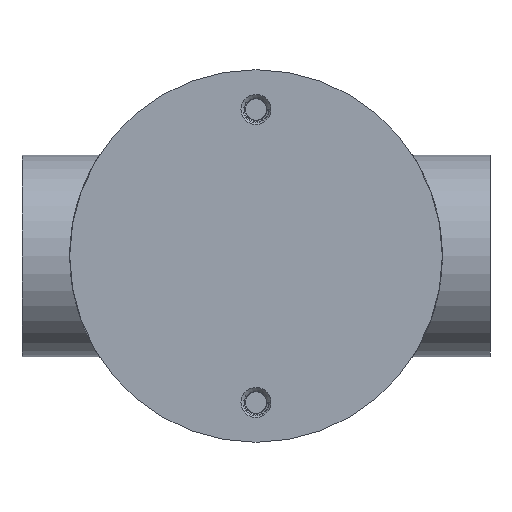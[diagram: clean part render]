
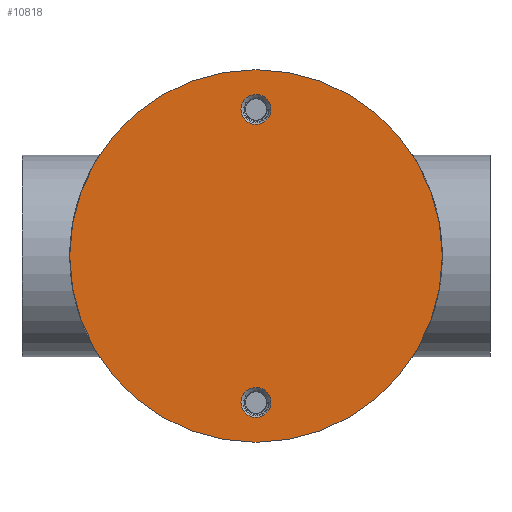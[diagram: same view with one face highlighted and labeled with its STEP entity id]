
A CAD part, front view. The second image highlights one B-rep face of the part: STEP entity #10818.
In plain terms, the highlighted planar face has unit normal (0, -1, 0).
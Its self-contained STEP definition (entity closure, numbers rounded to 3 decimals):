
#138 = AXIS2_PLACEMENT_3D ( 'NONE', #8199, #12564, #2150 ) ;
#1188 = CARTESIAN_POINT ( 'NONE',  ( 0., -29.124, -31.41 ) ) ;
#1368 = DIRECTION ( 'NONE',  ( 0., 1., 0. ) ) ;
#1458 = CIRCLE ( 'NONE', #4970, 44.5 ) ;
#1629 = PLANE ( 'NONE',  #8470 ) ;
#2017 = CARTESIAN_POINT ( 'NONE',  ( 0., -29.124, -35. ) ) ;
#2150 = DIRECTION ( 'NONE',  ( 0., 0., 1. ) ) ;
#2589 = FACE_OUTER_BOUND ( 'NONE', #4121, .T. ) ;
#3157 = EDGE_LOOP ( 'NONE', ( #6003 ) ) ;
#3433 = CARTESIAN_POINT ( 'NONE',  ( 0., -29.124, 0. ) ) ;
#3879 = CARTESIAN_POINT ( 'NONE',  ( 0., -29.124, 44.5 ) ) ;
#4081 = CIRCLE ( 'NONE', #138, 3.59 ) ;
#4121 = EDGE_LOOP ( 'NONE', ( #11855 ) ) ;
#4672 = EDGE_CURVE ( 'NONE', #11668, #11668, #4081, .T. ) ;
#4713 = DIRECTION ( 'NONE',  ( 0., 1., 0. ) ) ;
#4970 = AXIS2_PLACEMENT_3D ( 'NONE', #3433, #1368, #9410 ) ;
#4979 = EDGE_CURVE ( 'NONE', #10705, #10705, #13275, .T. ) ;
#5723 = VERTEX_POINT ( 'NONE', #3879 ) ;
#5843 = AXIS2_PLACEMENT_3D ( 'NONE', #2017, #8461, #9234 ) ;
#6003 = ORIENTED_EDGE ( 'NONE', *, *, #4672, .T. ) ;
#6553 = CARTESIAN_POINT ( 'NONE',  ( 0., -29.124, 38.59 ) ) ;
#7730 = FACE_BOUND ( 'NONE', #3157, .T. ) ;
#8199 = CARTESIAN_POINT ( 'NONE',  ( 0., -29.124, 35. ) ) ;
#8461 = DIRECTION ( 'NONE',  ( 0., 1., 0. ) ) ;
#8470 = AXIS2_PLACEMENT_3D ( 'NONE', #11008, #4713, #10941 ) ;
#9234 = DIRECTION ( 'NONE',  ( 0., 0., 1. ) ) ;
#9410 = DIRECTION ( 'NONE',  ( 0., 0., 1. ) ) ;
#10705 = VERTEX_POINT ( 'NONE', #1188 ) ;
#10800 = FACE_BOUND ( 'NONE', #11256, .T. ) ;
#10818 = ADVANCED_FACE ( 'NONE', ( #10800, #7730, #2589 ), #1629, .F. ) ;
#10941 = DIRECTION ( 'NONE',  ( 0., 0., 1. ) ) ;
#11008 = CARTESIAN_POINT ( 'NONE',  ( 0., -29.124, 0. ) ) ;
#11256 = EDGE_LOOP ( 'NONE', ( #11515 ) ) ;
#11515 = ORIENTED_EDGE ( 'NONE', *, *, #4979, .T. ) ;
#11668 = VERTEX_POINT ( 'NONE', #6553 ) ;
#11855 = ORIENTED_EDGE ( 'NONE', *, *, #12261, .F. ) ;
#12261 = EDGE_CURVE ( 'NONE', #5723, #5723, #1458, .T. ) ;
#12564 = DIRECTION ( 'NONE',  ( 0., 1., 0. ) ) ;
#13275 = CIRCLE ( 'NONE', #5843, 3.59 ) ;
